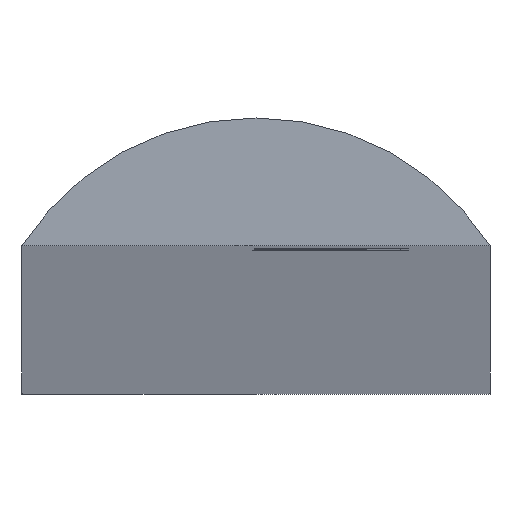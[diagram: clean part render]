
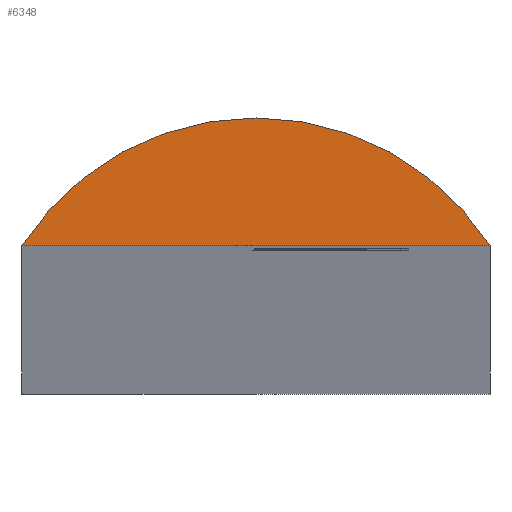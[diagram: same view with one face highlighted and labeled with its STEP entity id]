
A CAD part, top view. The second image highlights one B-rep face of the part: STEP entity #6348.
In plain terms, the highlighted planar face has unit normal (0, 0, 1).
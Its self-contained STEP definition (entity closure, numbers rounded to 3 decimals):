
#786 = FACE_OUTER_BOUND ( 'NONE', #6056, .T. ) ;
#1570 = VECTOR ( 'NONE', #8705, 1000. ) ;
#1933 = PLANE ( 'NONE',  #6761 ) ;
#1981 = EDGE_CURVE ( 'NONE', #7982, #6650, #4902, .T. ) ;
#2290 = DIRECTION ( 'NONE',  ( 0., 0., 1. ) ) ;
#2667 = DIRECTION ( 'NONE',  ( -1., 0., 0. ) ) ;
#2937 = CARTESIAN_POINT ( 'NONE',  ( -5.5, 0., 0. ) ) ;
#3125 = ORIENTED_EDGE ( 'NONE', *, *, #6767, .T. ) ;
#3971 = AXIS2_PLACEMENT_3D ( 'NONE', #6616, #2290, #7348 ) ;
#4902 = CIRCLE ( 'NONE', #3971, 6.542 ) ;
#6056 = EDGE_LOOP ( 'NONE', ( #6508, #3125 ) ) ;
#6091 = CARTESIAN_POINT ( 'NONE',  ( 5.5, 0., 0. ) ) ;
#6329 = CARTESIAN_POINT ( 'NONE',  ( -5.5, 0., 0. ) ) ;
#6348 = ADVANCED_FACE ( 'NONE', ( #786 ), #1933, .F. ) ;
#6508 = ORIENTED_EDGE ( 'NONE', *, *, #1981, .T. ) ;
#6616 = CARTESIAN_POINT ( 'NONE',  ( 0., -3.542, 0. ) ) ;
#6650 = VERTEX_POINT ( 'NONE', #6329 ) ;
#6761 = AXIS2_PLACEMENT_3D ( 'NONE', #9098, #7000, #2667 ) ;
#6767 = EDGE_CURVE ( 'NONE', #6650, #7982, #9020, .T. ) ;
#7000 = DIRECTION ( 'NONE',  ( 0., 0., -1. ) ) ;
#7348 = DIRECTION ( 'NONE',  ( -1., 0., 0. ) ) ;
#7982 = VERTEX_POINT ( 'NONE', #6091 ) ;
#8705 = DIRECTION ( 'NONE',  ( 1., 0., 0. ) ) ;
#9020 = LINE ( 'NONE', #2937, #1570 ) ;
#9098 = CARTESIAN_POINT ( 'NONE',  ( 0., -3.542, 0. ) ) ;
